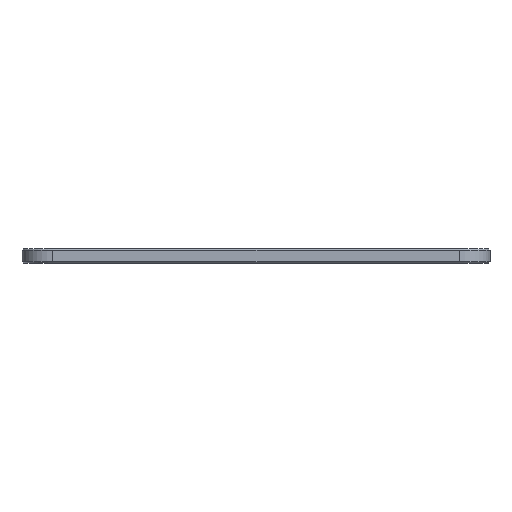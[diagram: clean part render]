
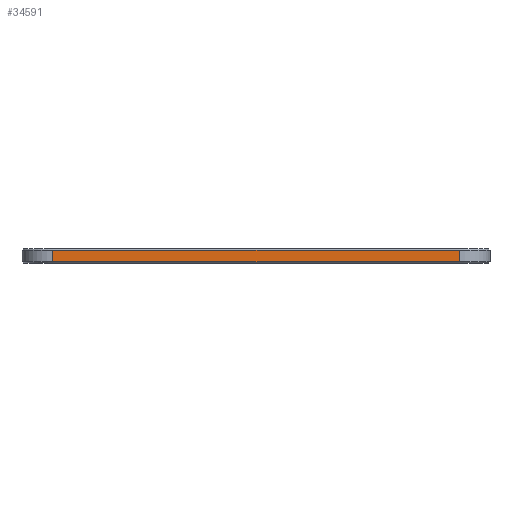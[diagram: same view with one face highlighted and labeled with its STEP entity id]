
A CAD part, left-side view. The second image highlights one B-rep face of the part: STEP entity #34591.
In plain terms, the highlighted planar face has unit normal (-1, 0, 0).
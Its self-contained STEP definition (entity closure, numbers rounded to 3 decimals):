
#605 = CYLINDRICAL_SURFACE('',#606,8.3);
#606 = AXIS2_PLACEMENT_3D('',#607,#608,#609);
#607 = CARTESIAN_POINT('',(-60.,-50.,6.));
#608 = DIRECTION('',(0.,0.,-1.));
#609 = DIRECTION('',(0.,1.,0.));
#794 = PLANE('',#795);
#795 = AXIS2_PLACEMENT_3D('',#796,#797,#798);
#796 = CARTESIAN_POINT('',(-68.05,-50.,6.25));
#797 = DIRECTION('',(0.707,0.,0.707)
  );
#798 = DIRECTION('',(0.,1.,0.));
#1351 = PLANE('',#1352);
#1352 = AXIS2_PLACEMENT_3D('',#1353,#1354,#1355);
#1353 = CARTESIAN_POINT('',(-68.05,-50.,9.75));
#1354 = DIRECTION('',(-0.707,0.,0.707
    ));
#1355 = DIRECTION('',(0.,-1.,0.));
#12817 = CYLINDRICAL_SURFACE('',#12818,8.3);
#12818 = AXIS2_PLACEMENT_3D('',#12819,#12820,#12821);
#12819 = CARTESIAN_POINT('',(-60.,60.,6.));
#12820 = DIRECTION('',(0.,0.,-1.));
#12821 = DIRECTION('',(0.,1.,0.));
#12909 = VERTEX_POINT('',#12910);
#12910 = CARTESIAN_POINT('',(-68.3,-50.,6.5));
#12932 = EDGE_CURVE('',#12909,#12933,#12935,.T.);
#12933 = VERTEX_POINT('',#12934);
#12934 = CARTESIAN_POINT('',(-68.3,-50.,9.5));
#12935 = SURFACE_CURVE('',#12936,(#12940,#12947),.PCURVE_S1.);
#12936 = LINE('',#12937,#12938);
#12937 = CARTESIAN_POINT('',(-68.3,-50.,6.));
#12938 = VECTOR('',#12939,1.);
#12939 = DIRECTION('',(0.,0.,1.));
#12940 = PCURVE('',#605,#12941);
#12941 = DEFINITIONAL_REPRESENTATION('',(#12942),#12946);
#12942 = LINE('',#12943,#12944);
#12943 = CARTESIAN_POINT('',(-1.571,0.));
#12944 = VECTOR('',#12945,1.);
#12945 = DIRECTION('',(-0.,-1.));
#12946 = ( GEOMETRIC_REPRESENTATION_CONTEXT(2) 
PARAMETRIC_REPRESENTATION_CONTEXT() REPRESENTATION_CONTEXT('2D SPACE',''
  ) );
#12947 = PCURVE('',#12948,#12953);
#12948 = PLANE('',#12949);
#12949 = AXIS2_PLACEMENT_3D('',#12950,#12951,#12952);
#12950 = CARTESIAN_POINT('',(-68.3,-50.,6.));
#12951 = DIRECTION('',(-1.,0.,0.));
#12952 = DIRECTION('',(0.,1.,0.));
#12953 = DEFINITIONAL_REPRESENTATION('',(#12954),#12958);
#12954 = LINE('',#12955,#12956);
#12955 = CARTESIAN_POINT('',(0.,0.));
#12956 = VECTOR('',#12957,1.);
#12957 = DIRECTION('',(0.,-1.));
#12958 = ( GEOMETRIC_REPRESENTATION_CONTEXT(2) 
PARAMETRIC_REPRESENTATION_CONTEXT() REPRESENTATION_CONTEXT('2D SPACE',''
  ) );
#13013 = VERTEX_POINT('',#13014);
#13014 = CARTESIAN_POINT('',(-68.3,60.,6.5));
#13085 = EDGE_CURVE('',#12909,#13013,#13086,.T.);
#13086 = SURFACE_CURVE('',#13087,(#13091,#13098),.PCURVE_S1.);
#13087 = LINE('',#13088,#13089);
#13088 = CARTESIAN_POINT('',(-68.3,-50.,6.5));
#13089 = VECTOR('',#13090,1.);
#13090 = DIRECTION('',(0.,1.,0.));
#13091 = PCURVE('',#794,#13092);
#13092 = DEFINITIONAL_REPRESENTATION('',(#13093),#13097);
#13093 = LINE('',#13094,#13095);
#13094 = CARTESIAN_POINT('',(0.,0.354));
#13095 = VECTOR('',#13096,1.);
#13096 = DIRECTION('',(1.,0.));
#13097 = ( GEOMETRIC_REPRESENTATION_CONTEXT(2) 
PARAMETRIC_REPRESENTATION_CONTEXT() REPRESENTATION_CONTEXT('2D SPACE',''
  ) );
#13098 = PCURVE('',#12948,#13099);
#13099 = DEFINITIONAL_REPRESENTATION('',(#13100),#13104);
#13100 = LINE('',#13101,#13102);
#13101 = CARTESIAN_POINT('',(0.,-0.5));
#13102 = VECTOR('',#13103,1.);
#13103 = DIRECTION('',(1.,0.));
#13104 = ( GEOMETRIC_REPRESENTATION_CONTEXT(2) 
PARAMETRIC_REPRESENTATION_CONTEXT() REPRESENTATION_CONTEXT('2D SPACE',''
  ) );
#16727 = VERTEX_POINT('',#16728);
#16728 = CARTESIAN_POINT('',(-68.3,60.,9.5));
#16797 = EDGE_CURVE('',#12933,#16727,#16798,.T.);
#16798 = SURFACE_CURVE('',#16799,(#16803,#16810),.PCURVE_S1.);
#16799 = LINE('',#16800,#16801);
#16800 = CARTESIAN_POINT('',(-68.3,-50.,9.5));
#16801 = VECTOR('',#16802,1.);
#16802 = DIRECTION('',(0.,1.,0.));
#16803 = PCURVE('',#1351,#16804);
#16804 = DEFINITIONAL_REPRESENTATION('',(#16805),#16809);
#16805 = LINE('',#16806,#16807);
#16806 = CARTESIAN_POINT('',(0.,-0.354));
#16807 = VECTOR('',#16808,1.);
#16808 = DIRECTION('',(-1.,0.));
#16809 = ( GEOMETRIC_REPRESENTATION_CONTEXT(2) 
PARAMETRIC_REPRESENTATION_CONTEXT() REPRESENTATION_CONTEXT('2D SPACE',''
  ) );
#16810 = PCURVE('',#12948,#16811);
#16811 = DEFINITIONAL_REPRESENTATION('',(#16812),#16816);
#16812 = LINE('',#16813,#16814);
#16813 = CARTESIAN_POINT('',(0.,-3.5));
#16814 = VECTOR('',#16815,1.);
#16815 = DIRECTION('',(1.,0.));
#16816 = ( GEOMETRIC_REPRESENTATION_CONTEXT(2) 
PARAMETRIC_REPRESENTATION_CONTEXT() REPRESENTATION_CONTEXT('2D SPACE',''
  ) );
#34568 = EDGE_CURVE('',#13013,#16727,#34569,.T.);
#34569 = SURFACE_CURVE('',#34570,(#34574,#34581),.PCURVE_S1.);
#34570 = LINE('',#34571,#34572);
#34571 = CARTESIAN_POINT('',(-68.3,60.,6.));
#34572 = VECTOR('',#34573,1.);
#34573 = DIRECTION('',(0.,0.,1.));
#34574 = PCURVE('',#12817,#34575);
#34575 = DEFINITIONAL_REPRESENTATION('',(#34576),#34580);
#34576 = LINE('',#34577,#34578);
#34577 = CARTESIAN_POINT('',(-1.571,0.));
#34578 = VECTOR('',#34579,1.);
#34579 = DIRECTION('',(-0.,-1.));
#34580 = ( GEOMETRIC_REPRESENTATION_CONTEXT(2) 
PARAMETRIC_REPRESENTATION_CONTEXT() REPRESENTATION_CONTEXT('2D SPACE',''
  ) );
#34581 = PCURVE('',#12948,#34582);
#34582 = DEFINITIONAL_REPRESENTATION('',(#34583),#34587);
#34583 = LINE('',#34584,#34585);
#34584 = CARTESIAN_POINT('',(110.,0.));
#34585 = VECTOR('',#34586,1.);
#34586 = DIRECTION('',(0.,-1.));
#34587 = ( GEOMETRIC_REPRESENTATION_CONTEXT(2) 
PARAMETRIC_REPRESENTATION_CONTEXT() REPRESENTATION_CONTEXT('2D SPACE',''
  ) );
#34591 = ADVANCED_FACE('',(#34592),#12948,.T.);
#34592 = FACE_BOUND('',#34593,.T.);
#34593 = EDGE_LOOP('',(#34594,#34595,#34596,#34597));
#34594 = ORIENTED_EDGE('',*,*,#34568,.F.);
#34595 = ORIENTED_EDGE('',*,*,#13085,.F.);
#34596 = ORIENTED_EDGE('',*,*,#12932,.T.);
#34597 = ORIENTED_EDGE('',*,*,#16797,.T.);
